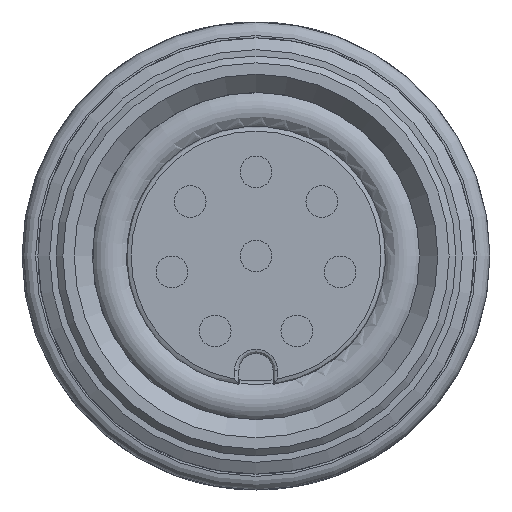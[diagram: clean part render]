
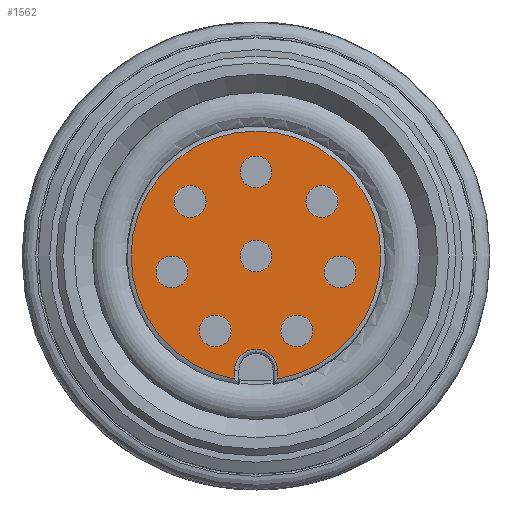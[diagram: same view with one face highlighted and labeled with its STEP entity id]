
A CAD part, left-side view. The second image highlights one B-rep face of the part: STEP entity #1562.
In plain terms, the highlighted planar face has unit normal (-1, 0, 0).
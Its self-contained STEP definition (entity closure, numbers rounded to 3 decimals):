
#780=LINE('',#14572,#1048);
#781=LINE('',#14573,#1049);
#1048=VECTOR('',#8229,1.);
#1049=VECTOR('',#8230,1.);
#1228=PLANE('',#6662);
#1562=ADVANCED_FACE('',(#1897,#1898,#1899,#1900,#1901,#1902,#1903,#1904,
#1905),#1228,.F.);
#1897=FACE_BOUND('',#2336,.T.);
#1898=FACE_BOUND('',#2337,.T.);
#1899=FACE_BOUND('',#2338,.T.);
#1900=FACE_BOUND('',#2339,.T.);
#1901=FACE_BOUND('',#2340,.T.);
#1902=FACE_BOUND('',#2341,.T.);
#1903=FACE_BOUND('',#2342,.T.);
#1904=FACE_BOUND('',#2343,.T.);
#1905=FACE_BOUND('',#2344,.T.);
#2336=EDGE_LOOP('',(#3808,#3809,#3810,#3811));
#2337=EDGE_LOOP('',(#3812));
#2338=EDGE_LOOP('',(#3813));
#2339=EDGE_LOOP('',(#3814));
#2340=EDGE_LOOP('',(#3815));
#2341=EDGE_LOOP('',(#3816));
#2342=EDGE_LOOP('',(#3817));
#2343=EDGE_LOOP('',(#3818));
#2344=EDGE_LOOP('',(#3819));
#3808=ORIENTED_EDGE('',*,*,#5441,.T.);
#3809=ORIENTED_EDGE('',*,*,#5442,.T.);
#3810=ORIENTED_EDGE('',*,*,#5438,.T.);
#3811=ORIENTED_EDGE('',*,*,#5443,.T.);
#3812=ORIENTED_EDGE('',*,*,#4789,.F.);
#3813=ORIENTED_EDGE('',*,*,#4783,.T.);
#3814=ORIENTED_EDGE('',*,*,#4791,.F.);
#3815=ORIENTED_EDGE('',*,*,#4781,.T.);
#3816=ORIENTED_EDGE('',*,*,#4787,.T.);
#3817=ORIENTED_EDGE('',*,*,#4785,.T.);
#3818=ORIENTED_EDGE('',*,*,#4779,.T.);
#3819=ORIENTED_EDGE('',*,*,#4793,.F.);
#4216=VERTEX_POINT('',#8693);
#4218=VERTEX_POINT('',#8698);
#4220=VERTEX_POINT('',#8703);
#4222=VERTEX_POINT('',#8708);
#4224=VERTEX_POINT('',#8713);
#4226=VERTEX_POINT('',#8718);
#4228=VERTEX_POINT('',#8723);
#4230=VERTEX_POINT('',#8728);
#4635=VERTEX_POINT('',#14562);
#4636=VERTEX_POINT('',#14564);
#4638=VERTEX_POINT('',#14570);
#4639=VERTEX_POINT('',#14571);
#4779=EDGE_CURVE('',#4216,#4216,#5633,.T.);
#4781=EDGE_CURVE('',#4218,#4218,#5635,.T.);
#4783=EDGE_CURVE('',#4220,#4220,#5637,.T.);
#4785=EDGE_CURVE('',#4222,#4222,#5639,.T.);
#4787=EDGE_CURVE('',#4224,#4224,#5641,.T.);
#4789=EDGE_CURVE('',#4226,#4226,#5643,.T.);
#4791=EDGE_CURVE('',#4228,#4228,#5645,.T.);
#4793=EDGE_CURVE('',#4230,#4230,#5647,.T.);
#5438=EDGE_CURVE('',#4636,#4635,#5980,.T.);
#5441=EDGE_CURVE('',#4638,#4639,#5983,.T.);
#5442=EDGE_CURVE('',#4639,#4636,#780,.T.);
#5443=EDGE_CURVE('',#4635,#4638,#781,.T.);
#5633=CIRCLE('',#6078,0.35);
#5635=CIRCLE('',#6081,0.35);
#5637=CIRCLE('',#6084,0.35);
#5639=CIRCLE('',#6087,0.35);
#5641=CIRCLE('',#6090,0.35);
#5643=CIRCLE('',#6093,0.35);
#5645=CIRCLE('',#6096,0.35);
#5647=CIRCLE('',#6099,0.35);
#5980=CIRCLE('',#6657,0.475);
#5983=CIRCLE('',#6661,2.75);
#6078=AXIS2_PLACEMENT_3D('',#8692,#6861,#6862);
#6081=AXIS2_PLACEMENT_3D('',#8697,#6867,#6868);
#6084=AXIS2_PLACEMENT_3D('',#8702,#6873,#6874);
#6087=AXIS2_PLACEMENT_3D('',#8707,#6879,#6880);
#6090=AXIS2_PLACEMENT_3D('',#8712,#6885,#6886);
#6093=AXIS2_PLACEMENT_3D('',#8717,#6891,#6892);
#6096=AXIS2_PLACEMENT_3D('',#8722,#6897,#6898);
#6099=AXIS2_PLACEMENT_3D('',#8727,#6903,#6904);
#6657=AXIS2_PLACEMENT_3D('',#14563,#8219,#8220);
#6661=AXIS2_PLACEMENT_3D('',#14569,#8227,#8228);
#6662=AXIS2_PLACEMENT_3D('',#14574,#8231,#8232);
#6861=DIRECTION('',(1.,0.,0.));
#6862=DIRECTION('',(0.,0.,-1.));
#6867=DIRECTION('',(1.,0.,0.));
#6868=DIRECTION('',(0.,0.,-1.));
#6873=DIRECTION('',(1.,0.,0.));
#6874=DIRECTION('',(0.,0.,-1.));
#6879=DIRECTION('',(1.,0.,0.));
#6880=DIRECTION('',(0.,0.,-1.));
#6885=DIRECTION('',(1.,0.,0.));
#6886=DIRECTION('',(0.,0.,-1.));
#6891=DIRECTION('',(-1.,0.,0.));
#6892=DIRECTION('',(0.,0.,-1.));
#6897=DIRECTION('',(-1.,0.,0.));
#6898=DIRECTION('',(0.,0.,-1.));
#6903=DIRECTION('',(-1.,0.,0.));
#6904=DIRECTION('',(0.,0.,-1.));
#8219=DIRECTION('',(1.,0.,0.));
#8220=DIRECTION('',(0.,0.,-1.));
#8227=DIRECTION('',(-1.,0.,0.));
#8228=DIRECTION('',(0.,0.,-1.));
#8229=DIRECTION('',(0.,0.,1.));
#8230=DIRECTION('',(0.,0.,-1.));
#8231=DIRECTION('',(1.,0.,0.));
#8232=DIRECTION('',(0.,0.,-1.));
#8692=CARTESIAN_POINT('',(42.7,48.15,-0.35));
#8693=CARTESIAN_POINT('',(42.7,48.15,-0.7));
#8697=CARTESIAN_POINT('',(42.7,48.55,1.2));
#8698=CARTESIAN_POINT('',(42.7,48.55,0.85));
#8702=CARTESIAN_POINT('',(42.7,49.1,-1.65));
#8703=CARTESIAN_POINT('',(42.7,49.1,-2.));
#8707=CARTESIAN_POINT('',(42.7,50.,0.));
#8708=CARTESIAN_POINT('',(42.7,50.,-0.35));
#8712=CARTESIAN_POINT('',(42.7,50.,1.85));
#8713=CARTESIAN_POINT('',(42.7,50.,1.5));
#8717=CARTESIAN_POINT('',(42.7,50.9,-1.65));
#8718=CARTESIAN_POINT('',(42.7,50.9,-2.));
#8722=CARTESIAN_POINT('',(42.7,51.45,1.2));
#8723=CARTESIAN_POINT('',(42.7,51.45,0.85));
#8727=CARTESIAN_POINT('',(42.7,51.85,-0.35));
#8728=CARTESIAN_POINT('',(42.7,51.85,-0.7));
#14562=CARTESIAN_POINT('',(42.7,49.525,-2.525));
#14563=CARTESIAN_POINT('',(42.7,50.,-2.525));
#14564=CARTESIAN_POINT('',(42.7,50.475,-2.525));
#14569=CARTESIAN_POINT('',(42.7,50.,0.));
#14570=CARTESIAN_POINT('',(42.7,49.525,-2.709));
#14571=CARTESIAN_POINT('',(42.7,50.475,-2.709));
#14572=CARTESIAN_POINT('',(42.7,50.475,0.));
#14573=CARTESIAN_POINT('',(42.7,49.525,0.));
#14574=CARTESIAN_POINT('',(42.7,50.,0.));
